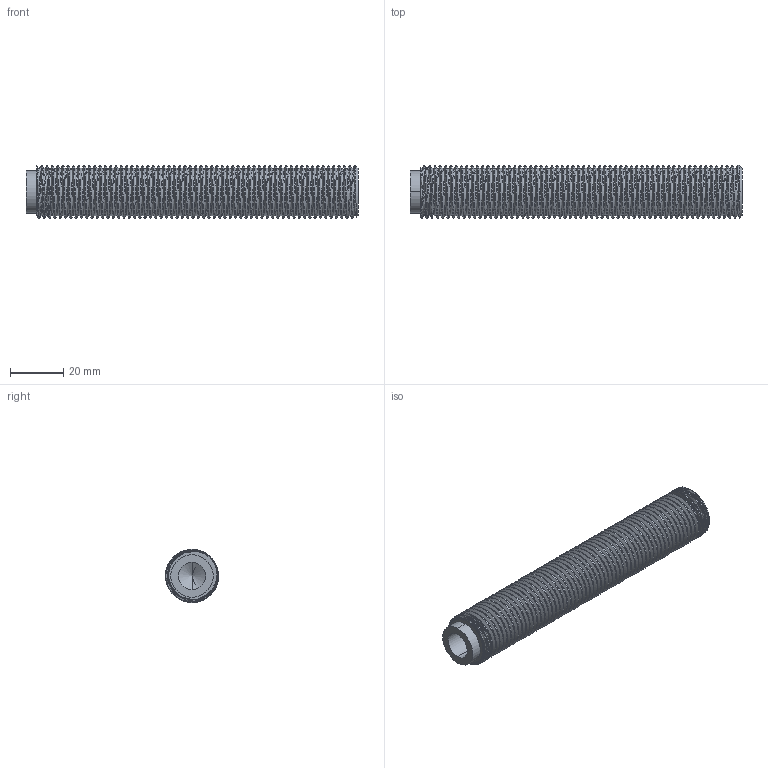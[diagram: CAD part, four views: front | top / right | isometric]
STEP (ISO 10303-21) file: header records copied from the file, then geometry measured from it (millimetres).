
FILE_DESCRIPTION (( 'STEP AP214' ), '1' );
FILE_NAME ('Q5_08-VI-IG-M12-125_S.STEP', '2022-02-10T15:20:52', ( '' ), ( '' ), 'SwSTEP 2.0', 'SolidWorks 2019', '' );
FILE_SCHEMA (( 'AUTOMOTIVE_DESIGN' ));
Length unit declared in the file: millimetre
Products named in the file (1): Q5_08-VI-IG-M12-125_S
Bounding box: 125 x 20 x 20 mm (x, y, z)
Volume: 32705.7 mm3; surface area: 12994.6 mm2
Topology: 1 solids, 1 shells, 136 faces, 396 edges, 262 vertices
Faces by surface type: cylinder 125, cone 4, plane 4, bspline 3
Entity records: 12688 total; most frequent: CARTESIAN_POINT 8469, ORIENTED_EDGE 788, DIRECTION 418, EDGE_CURVE 394, VERTEX_POINT 262, AXIS2_PLACEMENT_3D 145, EDGE_LOOP 138, ADVANCED_FACE 136
